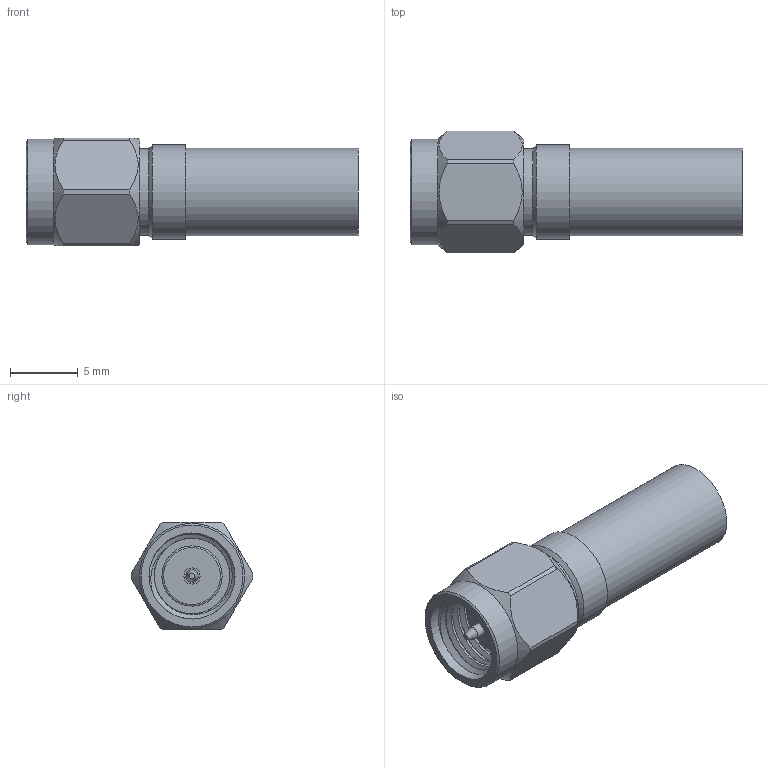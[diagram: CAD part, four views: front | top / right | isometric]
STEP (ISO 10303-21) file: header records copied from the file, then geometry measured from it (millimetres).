
FILE_DESCRIPTION (( 'STEP AP203' ), '1' );
FILE_NAME ('PE45040_3D.step', '2021-08-03T15:07:57', ( '' ), ( '' ), 'SwSTEP 2.0', 'SolidWorks 2021', '' );
FILE_SCHEMA (( 'CONFIG_CONTROL_DESIGN' ));
Length unit declared in the file: inch
Products named in the file (1): PE45040_3D
Bounding box: 24.5 x 8.99 x 7.94 mm (x, y, z)
Volume: 655.3 mm3; surface area: 1315.9 mm2
Topology: 2 solids, 2 shells, 59 faces, 141 edges, 97 vertices
Faces by surface type: cylinder 27, plane 21, cone 7, bspline 4
Full cylindrical faces by diameter (mm): 0.94 x1, 1.194 x1, 3.3 x1, 4.353 x2, 4.389 x1, 4.445 x1, 4.6 x2, 5.33 x1, 6.35 x6, 6.387 x1, 6.48 x1, 6.965 x1, 7.762 x1
Entity records: 3591 total; most frequent: CARTESIAN_POINT 2402, ORIENTED_EDGE 218, DIRECTION 206, EDGE_CURVE 109, AXIS2_PLACEMENT_3D 97, VERTEX_POINT 93, EDGE_LOOP 88, FACE_OUTER_BOUND 69
